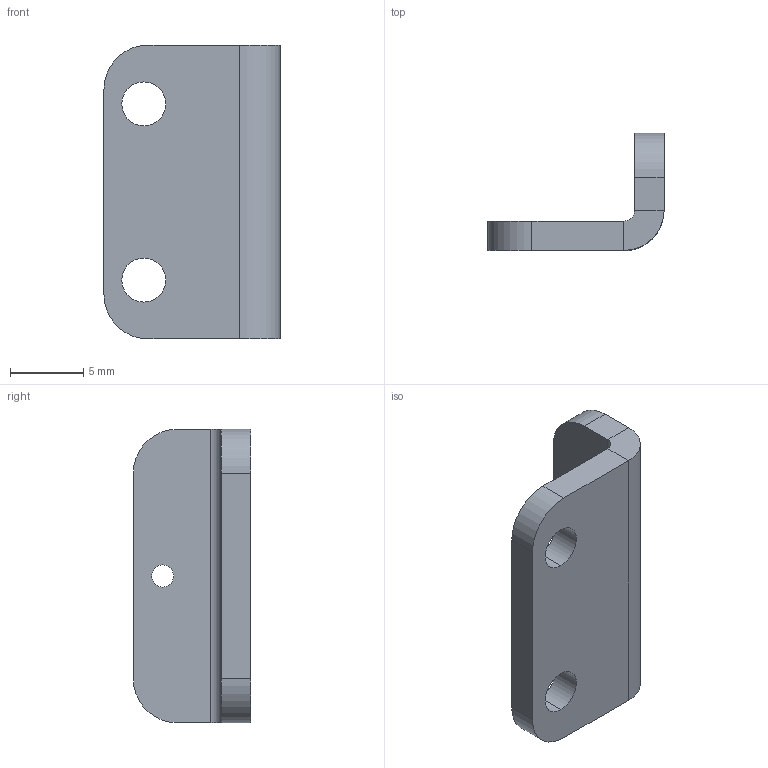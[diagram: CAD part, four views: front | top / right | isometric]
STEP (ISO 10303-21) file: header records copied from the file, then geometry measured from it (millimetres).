
FILE_DESCRIPTION (( 'STEP AP203' ), '1' );
FILE_NAME ('Base Mounting Bracket_Default_sldprt.STEP', '2023-02-02T14:15:11', ( '' ), ( '' ), 'SwSTEP 2.0', 'SolidWorks 2022', '' );
FILE_SCHEMA (( 'CONFIG_CONTROL_DESIGN' ));
Length unit declared in the file: millimetre
Products named in the file (1): Base Mounting Bracket_Default_sldprt
Bounding box: 12 x 8 x 20 mm (x, y, z)
Volume: 642.7 mm3; surface area: 828.5 mm2
Topology: 1 solids, 1 shells, 24 faces, 58 edges, 36 vertices
Faces by surface type: cylinder 12, plane 12
Entity records: 791 total; most frequent: DIRECTION 132, CARTESIAN_POINT 119, ORIENTED_EDGE 116, EDGE_CURVE 58, AXIS2_PLACEMENT_3D 49, VERTEX_POINT 36, VECTOR 34, LINE 34
